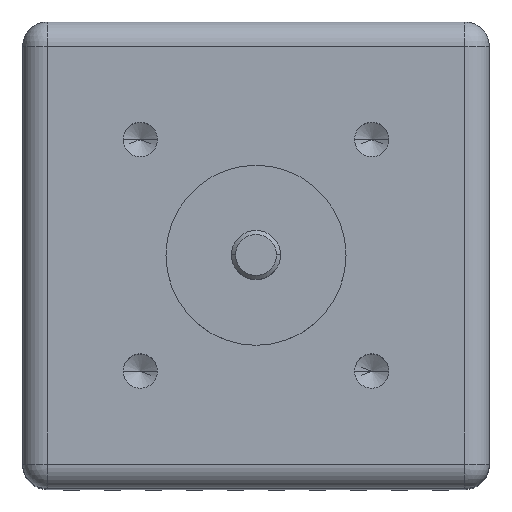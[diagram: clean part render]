
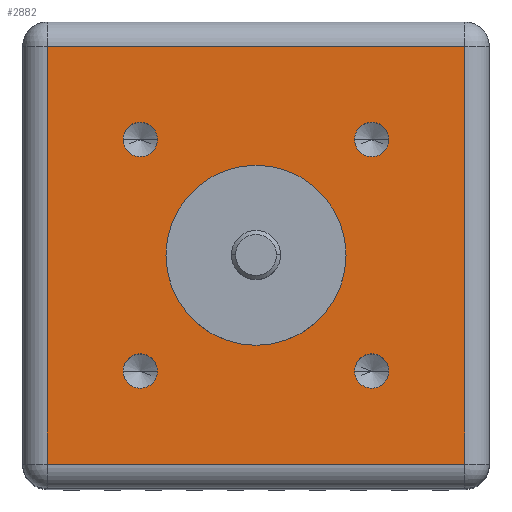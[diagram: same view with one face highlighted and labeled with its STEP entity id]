
A CAD part, top view. The second image highlights one B-rep face of the part: STEP entity #2882.
In plain terms, the highlighted planar face has unit normal (0, 0, 1).
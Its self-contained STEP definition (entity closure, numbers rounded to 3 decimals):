
#4 = DIRECTION ( 'NONE',  ( 0., 0., 1. ) ) ;
#73 = AXIS2_PLACEMENT_3D ( 'NONE', #1876, #3033, #114 ) ;
#109 = FACE_BOUND ( 'NONE', #1682, .T. ) ;
#114 = DIRECTION ( 'NONE',  ( 1., 0., 0. ) ) ;
#193 = EDGE_CURVE ( 'NONE', #1119, #2878, #3382, .T. ) ;
#232 = EDGE_LOOP ( 'NONE', ( #2112, #1916, #518, #3858 ) ) ;
#287 = VERTEX_POINT ( 'NONE', #1993 ) ;
#367 = CIRCLE ( 'NONE', #441, 11. ) ;
#384 = AXIS2_PLACEMENT_3D ( 'NONE', #4290, #1768, #4720 ) ;
#409 = DIRECTION ( 'NONE',  ( 0., 0., 1. ) ) ;
#438 = CIRCLE ( 'NONE', #4400, 2.1 ) ;
#441 = AXIS2_PLACEMENT_3D ( 'NONE', #3678, #409, #1893 ) ;
#445 = CARTESIAN_POINT ( 'NONE',  ( -25.5, 25.5, 0. ) ) ;
#450 = FACE_BOUND ( 'NONE', #2237, .T. ) ;
#474 = FACE_BOUND ( 'NONE', #1629, .T. ) ;
#518 = ORIENTED_EDGE ( 'NONE', *, *, #2289, .T. ) ;
#560 = EDGE_CURVE ( 'NONE', #1289, #3552, #438, .T. ) ;
#567 = EDGE_CURVE ( 'NONE', #3460, #2154, #2804, .T. ) ;
#584 = VERTEX_POINT ( 'NONE', #2252 ) ;
#645 = CIRCLE ( 'NONE', #3316, 2.1 ) ;
#689 = CARTESIAN_POINT ( 'NONE',  ( -14.142, 14.142, 0. ) ) ;
#714 = CARTESIAN_POINT ( 'NONE',  ( 28.5, -25.5, 0. ) ) ;
#780 = VECTOR ( 'NONE', #3590, 1000. ) ;
#805 = ORIENTED_EDGE ( 'NONE', *, *, #1684, .F. ) ;
#812 = DIRECTION ( 'NONE',  ( 0., 0., 1. ) ) ;
#820 = DIRECTION ( 'NONE',  ( 1., 0., 0. ) ) ;
#935 = CARTESIAN_POINT ( 'NONE',  ( -14.142, -14.142, 0. ) ) ;
#955 = EDGE_CURVE ( 'NONE', #1340, #4388, #367, .T. ) ;
#993 = CARTESIAN_POINT ( 'NONE',  ( -12.042, 14.142, 0. ) ) ;
#1037 = CARTESIAN_POINT ( 'NONE',  ( -25.5, -28.5, 0. ) ) ;
#1119 = VERTEX_POINT ( 'NONE', #2701 ) ;
#1152 = EDGE_CURVE ( 'NONE', #2878, #2435, #2723, .T. ) ;
#1157 = AXIS2_PLACEMENT_3D ( 'NONE', #935, #2726, #4584 ) ;
#1170 = AXIS2_PLACEMENT_3D ( 'NONE', #4304, #3596, #2090 ) ;
#1225 = FACE_BOUND ( 'NONE', #1446, .T. ) ;
#1273 = DIRECTION ( 'NONE',  ( 0., 0., 1. ) ) ;
#1289 = VERTEX_POINT ( 'NONE', #2818 ) ;
#1340 = VERTEX_POINT ( 'NONE', #1432 ) ;
#1344 = CARTESIAN_POINT ( 'NONE',  ( 14.142, 14.142, 0. ) ) ;
#1395 = CIRCLE ( 'NONE', #1782, 2.1 ) ;
#1432 = CARTESIAN_POINT ( 'NONE',  ( 11., 0., 0. ) ) ;
#1446 = EDGE_LOOP ( 'NONE', ( #4071, #2409 ) ) ;
#1468 = CARTESIAN_POINT ( 'NONE',  ( -14.142, -14.142, 0. ) ) ;
#1598 = DIRECTION ( 'NONE',  ( -1., 0., 0. ) ) ;
#1607 = EDGE_CURVE ( 'NONE', #4263, #584, #2142, .T. ) ;
#1624 = DIRECTION ( 'NONE',  ( 0., 0., 1. ) ) ;
#1629 = EDGE_LOOP ( 'NONE', ( #805, #3098 ) ) ;
#1642 = ORIENTED_EDGE ( 'NONE', *, *, #2310, .F. ) ;
#1657 = VECTOR ( 'NONE', #1932, 1000. ) ;
#1661 = CARTESIAN_POINT ( 'NONE',  ( 16.242, -14.142, 0. ) ) ;
#1682 = EDGE_LOOP ( 'NONE', ( #4473, #2796 ) ) ;
#1684 = EDGE_CURVE ( 'NONE', #3552, #1289, #1922, .T. ) ;
#1706 = EDGE_CURVE ( 'NONE', #584, #4263, #2451, .T. ) ;
#1724 = CARTESIAN_POINT ( 'NONE',  ( -16.242, 14.142, 0. ) ) ;
#1768 = DIRECTION ( 'NONE',  ( 0., 0., 1. ) ) ;
#1782 = AXIS2_PLACEMENT_3D ( 'NONE', #689, #3585, #3560 ) ;
#1845 = AXIS2_PLACEMENT_3D ( 'NONE', #1344, #1273, #2464 ) ;
#1876 = CARTESIAN_POINT ( 'NONE',  ( 14.142, 14.142, 0. ) ) ;
#1892 = AXIS2_PLACEMENT_3D ( 'NONE', #3647, #4, #2276 ) ;
#1893 = DIRECTION ( 'NONE',  ( 1., 0., 0. ) ) ;
#1916 = ORIENTED_EDGE ( 'NONE', *, *, #2869, .T. ) ;
#1917 = DIRECTION ( 'NONE',  ( 1., 0., 0. ) ) ;
#1922 = CIRCLE ( 'NONE', #1157, 2.1 ) ;
#1932 = DIRECTION ( 'NONE',  ( 0., 1., 0. ) ) ;
#1993 = CARTESIAN_POINT ( 'NONE',  ( -25.5, -25.5, 0. ) ) ;
#2063 = VECTOR ( 'NONE', #2168, 1000. ) ;
#2090 = DIRECTION ( 'NONE',  ( 1., 0., 0. ) ) ;
#2112 = ORIENTED_EDGE ( 'NONE', *, *, #1152, .T. ) ;
#2122 = ORIENTED_EDGE ( 'NONE', *, *, #4537, .F. ) ;
#2142 = CIRCLE ( 'NONE', #73, 2.1 ) ;
#2154 = VERTEX_POINT ( 'NONE', #1724 ) ;
#2168 = DIRECTION ( 'NONE',  ( 1., 0., 0. ) ) ;
#2237 = EDGE_LOOP ( 'NONE', ( #2508, #2122 ) ) ;
#2243 = CARTESIAN_POINT ( 'NONE',  ( 28.5, -28.5, 0. ) ) ;
#2252 = CARTESIAN_POINT ( 'NONE',  ( 16.242, 14.142, 0. ) ) ;
#2276 = DIRECTION ( 'NONE',  ( 1., 0., 0. ) ) ;
#2289 = EDGE_CURVE ( 'NONE', #287, #1119, #2528, .T. ) ;
#2310 = EDGE_CURVE ( 'NONE', #4388, #1340, #2670, .T. ) ;
#2315 = FACE_OUTER_BOUND ( 'NONE', #232, .T. ) ;
#2317 = CARTESIAN_POINT ( 'NONE',  ( 28.5, 25.5, 0. ) ) ;
#2391 = CARTESIAN_POINT ( 'NONE',  ( 14.142, -14.142, 0. ) ) ;
#2409 = ORIENTED_EDGE ( 'NONE', *, *, #3199, .F. ) ;
#2435 = VERTEX_POINT ( 'NONE', #445 ) ;
#2451 = CIRCLE ( 'NONE', #1845, 2.1 ) ;
#2464 = DIRECTION ( 'NONE',  ( 1., 0., 0. ) ) ;
#2508 = ORIENTED_EDGE ( 'NONE', *, *, #3457, .F. ) ;
#2528 = LINE ( 'NONE', #714, #2063 ) ;
#2670 = CIRCLE ( 'NONE', #384, 11. ) ;
#2701 = CARTESIAN_POINT ( 'NONE',  ( 25.5, -25.5, 0. ) ) ;
#2723 = LINE ( 'NONE', #2317, #3494 ) ;
#2726 = DIRECTION ( 'NONE',  ( 0., 0., 1. ) ) ;
#2743 = ORIENTED_EDGE ( 'NONE', *, *, #955, .F. ) ;
#2796 = ORIENTED_EDGE ( 'NONE', *, *, #1607, .F. ) ;
#2804 = CIRCLE ( 'NONE', #1892, 2.1 ) ;
#2818 = CARTESIAN_POINT ( 'NONE',  ( -16.242, -14.142, 0. ) ) ;
#2869 = EDGE_CURVE ( 'NONE', #2435, #287, #4298, .T. ) ;
#2878 = VERTEX_POINT ( 'NONE', #4703 ) ;
#2882 = ADVANCED_FACE ( 'NONE', ( #2315, #1225, #474, #450, #109, #4054 ), #4100, .T. ) ;
#2990 = AXIS2_PLACEMENT_3D ( 'NONE', #2243, #812, #1917 ) ;
#3023 = CARTESIAN_POINT ( 'NONE',  ( 25.5, -28.5, 0. ) ) ;
#3033 = DIRECTION ( 'NONE',  ( 0., 0., 1. ) ) ;
#3098 = ORIENTED_EDGE ( 'NONE', *, *, #560, .F. ) ;
#3199 = EDGE_CURVE ( 'NONE', #2154, #3460, #1395, .T. ) ;
#3316 = AXIS2_PLACEMENT_3D ( 'NONE', #2391, #1624, #3842 ) ;
#3323 = CARTESIAN_POINT ( 'NONE',  ( -11., 0., 0. ) ) ;
#3338 = VERTEX_POINT ( 'NONE', #1661 ) ;
#3382 = LINE ( 'NONE', #3023, #1657 ) ;
#3398 = VERTEX_POINT ( 'NONE', #3875 ) ;
#3457 = EDGE_CURVE ( 'NONE', #3338, #3398, #3756, .T. ) ;
#3460 = VERTEX_POINT ( 'NONE', #993 ) ;
#3494 = VECTOR ( 'NONE', #1598, 1000. ) ;
#3552 = VERTEX_POINT ( 'NONE', #4421 ) ;
#3560 = DIRECTION ( 'NONE',  ( 1., 0., 0. ) ) ;
#3585 = DIRECTION ( 'NONE',  ( 0., 0., 1. ) ) ;
#3590 = DIRECTION ( 'NONE',  ( 0., -1., 0. ) ) ;
#3596 = DIRECTION ( 'NONE',  ( 0., 0., 1. ) ) ;
#3628 = EDGE_LOOP ( 'NONE', ( #1642, #2743 ) ) ;
#3647 = CARTESIAN_POINT ( 'NONE',  ( -14.142, 14.142, 0. ) ) ;
#3678 = CARTESIAN_POINT ( 'NONE',  ( 0., 0., 0. ) ) ;
#3756 = CIRCLE ( 'NONE', #1170, 2.1 ) ;
#3842 = DIRECTION ( 'NONE',  ( 1., 0., 0. ) ) ;
#3858 = ORIENTED_EDGE ( 'NONE', *, *, #193, .T. ) ;
#3875 = CARTESIAN_POINT ( 'NONE',  ( 12.042, -14.142, 0. ) ) ;
#4054 = FACE_BOUND ( 'NONE', #3628, .T. ) ;
#4064 = DIRECTION ( 'NONE',  ( 0., 0., 1. ) ) ;
#4071 = ORIENTED_EDGE ( 'NONE', *, *, #567, .F. ) ;
#4100 = PLANE ( 'NONE',  #2990 ) ;
#4263 = VERTEX_POINT ( 'NONE', #4420 ) ;
#4290 = CARTESIAN_POINT ( 'NONE',  ( 0., 0., 0. ) ) ;
#4298 = LINE ( 'NONE', #1037, #780 ) ;
#4304 = CARTESIAN_POINT ( 'NONE',  ( 14.142, -14.142, 0. ) ) ;
#4388 = VERTEX_POINT ( 'NONE', #3323 ) ;
#4400 = AXIS2_PLACEMENT_3D ( 'NONE', #1468, #4064, #820 ) ;
#4420 = CARTESIAN_POINT ( 'NONE',  ( 12.042, 14.142, 0. ) ) ;
#4421 = CARTESIAN_POINT ( 'NONE',  ( -12.042, -14.142, 0. ) ) ;
#4473 = ORIENTED_EDGE ( 'NONE', *, *, #1706, .F. ) ;
#4537 = EDGE_CURVE ( 'NONE', #3398, #3338, #645, .T. ) ;
#4584 = DIRECTION ( 'NONE',  ( 1., 0., 0. ) ) ;
#4703 = CARTESIAN_POINT ( 'NONE',  ( 25.5, 25.5, 0. ) ) ;
#4720 = DIRECTION ( 'NONE',  ( 1., 0., 0. ) ) ;
